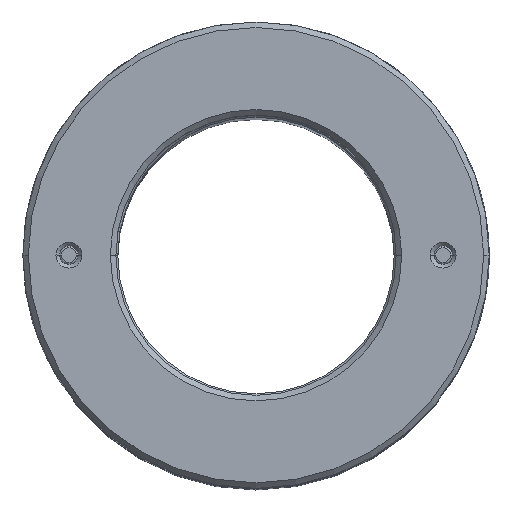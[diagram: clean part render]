
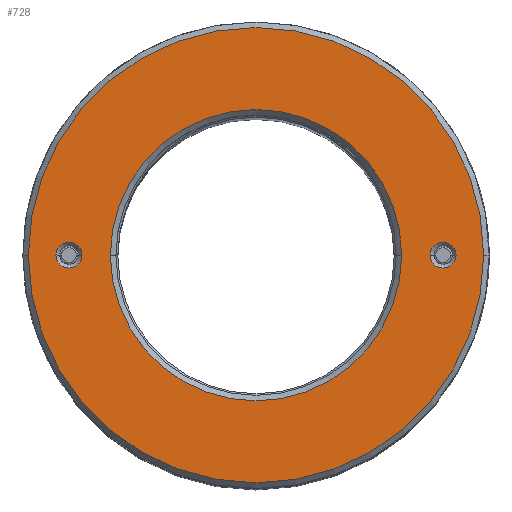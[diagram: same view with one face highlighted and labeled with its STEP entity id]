
A CAD part, top view. The second image highlights one B-rep face of the part: STEP entity #728.
In plain terms, the highlighted planar face has unit normal (0, 0, 1).
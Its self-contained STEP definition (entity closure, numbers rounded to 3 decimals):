
#65 = EDGE_CURVE ( 'NONE', #19984, #11145, #13852, .T. ) ;
#68 = CARTESIAN_POINT ( 'NONE',  ( -3.805, 10.552, 42.35 ) ) ;
#136 = CARTESIAN_POINT ( 'NONE',  ( 4.095, 2.952, 42.35 ) ) ;
#200 = CARTESIAN_POINT ( 'NONE',  ( 6.345, 2.952, 42.35 ) ) ;
#728 = ADVANCED_FACE ( 'NONE', ( #17477, #6474, #15698, #4408 ), #10742, .T. ) ;
#1069 = CARTESIAN_POINT ( 'NONE',  ( -3.805, 2.952, 42.35 ) ) ;
#1261 = CARTESIAN_POINT ( 'NONE',  ( -14.655, 2.952, 42.35 ) ) ;
#1726 = ORIENTED_EDGE ( 'NONE', *, *, #14898, .T. ) ;
#1795 = CARTESIAN_POINT ( 'NONE',  ( -3.805, 2.952, 42.35 ) ) ;
#1896 = DIRECTION ( 'NONE',  ( 1., 0., 0. ) ) ;
#1977 = ORIENTED_EDGE ( 'NONE', *, *, #16464, .T. ) ;
#2225 = DIRECTION ( 'NONE',  ( 0., 0., -1. ) ) ;
#2490 = CIRCLE ( 'NONE', #17715, 0.7 ) ;
#2739 = DIRECTION ( 'NONE',  ( 1., 0., 0. ) ) ;
#2966 = AXIS2_PLACEMENT_3D ( 'NONE', #20047, #12149, #18480 ) ;
#3221 = AXIS2_PLACEMENT_3D ( 'NONE', #200, #6307, #10987 ) ;
#3223 = CIRCLE ( 'NONE', #3877, 0.7 ) ;
#3877 = AXIS2_PLACEMENT_3D ( 'NONE', #14035, #2225, #6569 ) ;
#3893 = AXIS2_PLACEMENT_3D ( 'NONE', #1795, #14643, #1896 ) ;
#3947 = AXIS2_PLACEMENT_3D ( 'NONE', #6244, #4478, #2739 ) ;
#4408 = FACE_OUTER_BOUND ( 'NONE', #5754, .T. ) ;
#4478 = DIRECTION ( 'NONE',  ( 0., 0., 1. ) ) ;
#4814 = VERTEX_POINT ( 'NONE', #11440 ) ;
#5213 = CARTESIAN_POINT ( 'NONE',  ( -16.155, 2.952, 42.35 ) ) ;
#5754 = EDGE_LOOP ( 'NONE', ( #13982, #7340 ) ) ;
#5868 = CIRCLE ( 'NONE', #3893, 7.9 ) ;
#6021 = EDGE_CURVE ( 'NONE', #14793, #15116, #2490, .T. ) ;
#6244 = CARTESIAN_POINT ( 'NONE',  ( -3.805, 2.952, 42.35 ) ) ;
#6307 = DIRECTION ( 'NONE',  ( 0., 0., -1. ) ) ;
#6359 = AXIS2_PLACEMENT_3D ( 'NONE', #68, #12387, #18826 ) ;
#6474 = FACE_BOUND ( 'NONE', #16949, .T. ) ;
#6569 = DIRECTION ( 'NONE',  ( 1., 0., 0. ) ) ;
#6983 = DIRECTION ( 'NONE',  ( 0., 0., -1. ) ) ;
#7340 = ORIENTED_EDGE ( 'NONE', *, *, #65, .T. ) ;
#8830 = ORIENTED_EDGE ( 'NONE', *, *, #6021, .T. ) ;
#9098 = CARTESIAN_POINT ( 'NONE',  ( -11.705, 2.952, 42.35 ) ) ;
#9288 = EDGE_LOOP ( 'NONE', ( #12680, #1977 ) ) ;
#9381 = DIRECTION ( 'NONE',  ( 1., 0., 0. ) ) ;
#9664 = EDGE_CURVE ( 'NONE', #15116, #14793, #3223, .T. ) ;
#10742 = PLANE ( 'NONE',  #6359 ) ;
#10892 = DIRECTION ( 'NONE',  ( 1., 0., 0. ) ) ;
#10919 = CIRCLE ( 'NONE', #2966, 12.35 ) ;
#10987 = DIRECTION ( 'NONE',  ( 1., 0., 0. ) ) ;
#11145 = VERTEX_POINT ( 'NONE', #5213 ) ;
#11176 = AXIS2_PLACEMENT_3D ( 'NONE', #12423, #13770, #13871 ) ;
#11440 = CARTESIAN_POINT ( 'NONE',  ( 5.645, 2.952, 42.35 ) ) ;
#12149 = DIRECTION ( 'NONE',  ( 0., 0., 1. ) ) ;
#12195 = EDGE_LOOP ( 'NONE', ( #1726, #13364 ) ) ;
#12371 = EDGE_CURVE ( 'NONE', #19978, #13439, #13694, .T. ) ;
#12387 = DIRECTION ( 'NONE',  ( 0., 0., 1. ) ) ;
#12423 = CARTESIAN_POINT ( 'NONE',  ( 6.345, 2.952, 42.35 ) ) ;
#12680 = ORIENTED_EDGE ( 'NONE', *, *, #16717, .T. ) ;
#13026 = ORIENTED_EDGE ( 'NONE', *, *, #9664, .T. ) ;
#13364 = ORIENTED_EDGE ( 'NONE', *, *, #12371, .T. ) ;
#13439 = VERTEX_POINT ( 'NONE', #136 ) ;
#13550 = CARTESIAN_POINT ( 'NONE',  ( 8.545, 2.952, 42.35 ) ) ;
#13694 = CIRCLE ( 'NONE', #18628, 7.9 ) ;
#13770 = DIRECTION ( 'NONE',  ( 0., 0., -1. ) ) ;
#13852 = CIRCLE ( 'NONE', #3947, 12.35 ) ;
#13871 = DIRECTION ( 'NONE',  ( 1., 0., 0. ) ) ;
#13982 = ORIENTED_EDGE ( 'NONE', *, *, #17443, .T. ) ;
#14035 = CARTESIAN_POINT ( 'NONE',  ( -13.955, 2.952, 42.35 ) ) ;
#14643 = DIRECTION ( 'NONE',  ( 0., 0., -1. ) ) ;
#14793 = VERTEX_POINT ( 'NONE', #19609 ) ;
#14898 = EDGE_CURVE ( 'NONE', #13439, #19978, #5868, .T. ) ;
#15116 = VERTEX_POINT ( 'NONE', #1261 ) ;
#15472 = CARTESIAN_POINT ( 'NONE',  ( -13.955, 2.952, 42.35 ) ) ;
#15698 = FACE_BOUND ( 'NONE', #9288, .T. ) ;
#16464 = EDGE_CURVE ( 'NONE', #4814, #16924, #17787, .T. ) ;
#16717 = EDGE_CURVE ( 'NONE', #16924, #4814, #18787, .T. ) ;
#16770 = CARTESIAN_POINT ( 'NONE',  ( 7.045, 2.952, 42.35 ) ) ;
#16924 = VERTEX_POINT ( 'NONE', #16770 ) ;
#16949 = EDGE_LOOP ( 'NONE', ( #8830, #13026 ) ) ;
#17443 = EDGE_CURVE ( 'NONE', #11145, #19984, #10919, .T. ) ;
#17477 = FACE_BOUND ( 'NONE', #12195, .T. ) ;
#17715 = AXIS2_PLACEMENT_3D ( 'NONE', #15472, #18804, #9381 ) ;
#17787 = CIRCLE ( 'NONE', #11176, 0.7 ) ;
#18480 = DIRECTION ( 'NONE',  ( 1., 0., 0. ) ) ;
#18628 = AXIS2_PLACEMENT_3D ( 'NONE', #1069, #6983, #10892 ) ;
#18787 = CIRCLE ( 'NONE', #3221, 0.7 ) ;
#18804 = DIRECTION ( 'NONE',  ( 0., 0., -1. ) ) ;
#18826 = DIRECTION ( 'NONE',  ( 0., 1., 0. ) ) ;
#19609 = CARTESIAN_POINT ( 'NONE',  ( -13.255, 2.952, 42.35 ) ) ;
#19978 = VERTEX_POINT ( 'NONE', #9098 ) ;
#19984 = VERTEX_POINT ( 'NONE', #13550 ) ;
#20047 = CARTESIAN_POINT ( 'NONE',  ( -3.805, 2.952, 42.35 ) ) ;
